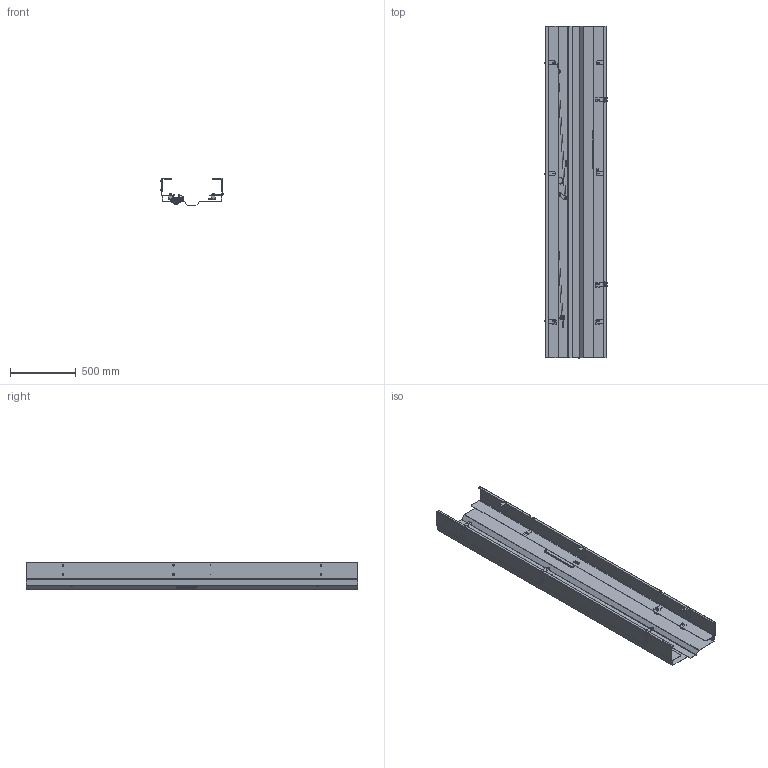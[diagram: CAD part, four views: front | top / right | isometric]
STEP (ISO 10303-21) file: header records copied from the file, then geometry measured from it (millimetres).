
FILE_DESCRIPTION (( 'STEP AP203' ), '1' );
FILE_NAME ('0544330100.STEP', '2026-02-18T12:55:05', ( '' ), ( '' ), 'SwSTEP 2.0', 'SolidWorks 2022', '' );
FILE_SCHEMA (( 'CONFIG_CONTROL_DESIGN' ));
Length unit declared in the file: millimetre
Products named in the file (1): 0544330100
Bounding box: 473.25 x 2520 x 208.5 mm (x, y, z)
Volume: 5817714.2 mm3; surface area: 5622396.5 mm2
Topology: 69 solids, 71 shells, 1632 faces, 4002 edges, 2526 vertices
Faces by surface type: plane 750, cylinder 629, cone 161, bspline 40, torus 26, sphere 26
Entity records: 50074 total; most frequent: CARTESIAN_POINT 10906, DIRECTION 8459, ORIENTED_EDGE 7898, EDGE_CURVE 3949, AXIS2_PLACEMENT_3D 3243, VERTEX_POINT 2502, VECTOR 1973, LINE 1973
